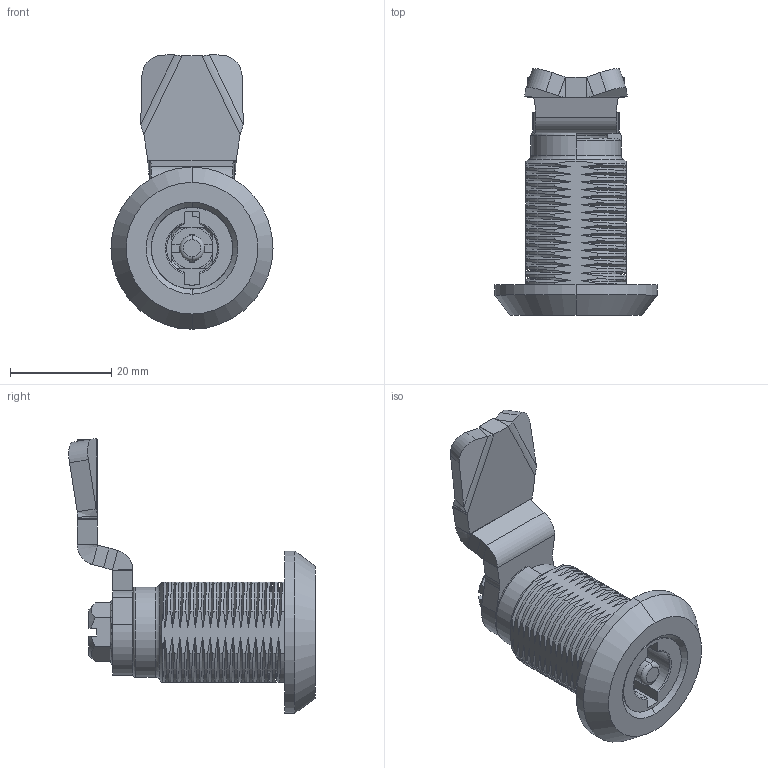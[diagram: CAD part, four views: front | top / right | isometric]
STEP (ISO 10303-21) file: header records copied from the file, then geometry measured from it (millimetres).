
FILE_DESCRIPTION (( 'STEP AP203' ), '1' );
FILE_NAME ('KY30.05.1.2.64.0.STEP', '2022-05-12T06:45:53', ( '' ), ( '' ), 'SwSTEP 2.0', 'SolidWorks 2021', '' );
FILE_SCHEMA (( 'CONFIG_CONTROL_DESIGN' ));
Products named in the file (1): KY30.05.1.2.64.0
Bounding box: 32 x 48.67 x 54.2 mm (x, y, z)
Surface area: 9018.2 mm2 (no closed solid volume)
Topology: 0 solids, 5 shells, 321 faces, 938 edges, 614 vertices
Faces by surface type: bspline 133, cylinder 93, plane 72, cone 14, torus 9
Entity records: 88276 total; most frequent: CARTESIAN_POINT 81491, ORIENTED_EDGE 1796, EDGE_CURVE 938, DIRECTION 862, VERTEX_POINT 614, B_SPLINE_CURVE_WITH_KNOTS 342, EDGE_LOOP 326, ADVANCED_FACE 321
